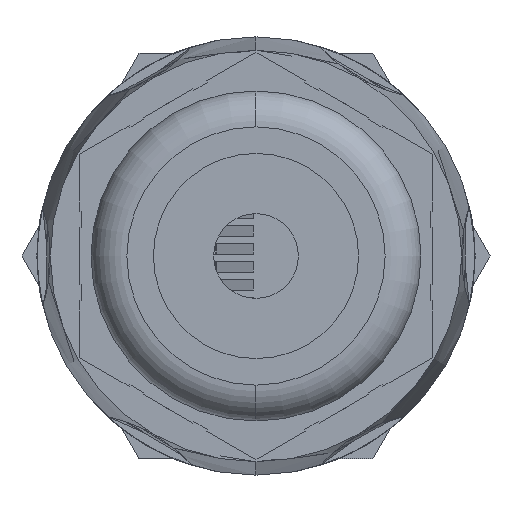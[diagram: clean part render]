
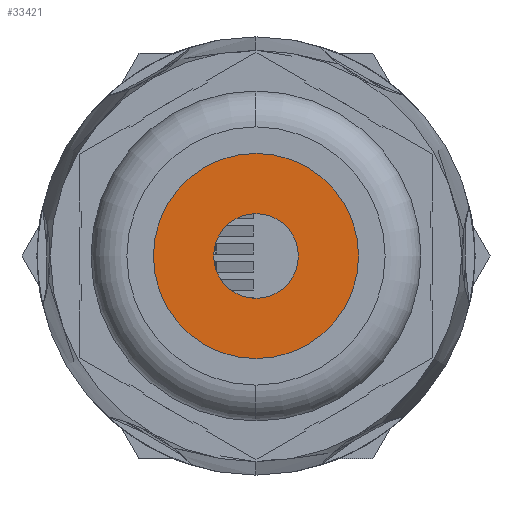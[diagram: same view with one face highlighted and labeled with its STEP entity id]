
A CAD part, left-side view. The second image highlights one B-rep face of the part: STEP entity #33421.
In plain terms, the highlighted planar face has unit normal (-1, 0, 0).
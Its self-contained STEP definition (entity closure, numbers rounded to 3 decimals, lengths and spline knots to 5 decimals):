
#23281 = CARTESIAN_POINT ( 'NONE',  ( -0.226, 0., 0.118 ) ) ;
#23285 = DIRECTION ( 'NONE',  ( 0., 0., -1. ) ) ;
#23286 = DIRECTION ( 'NONE',  ( 1., 0., 0. ) ) ;
#23287 = CARTESIAN_POINT ( 'NONE',  ( -0.226, 0., 0. ) ) ;
#23288 = AXIS2_PLACEMENT_3D ( 'NONE', #23287, #23286, #23285 ) ;
#23291 = CIRCLE ( 'NONE', #23288, 0.118 ) ;
#23301 = AXIS2_PLACEMENT_3D ( 'NONE', #23360, #23359, #23358 ) ;
#23307 = CIRCLE ( 'NONE', #23355, 0.118 ) ;
#23308 = CIRCLE ( 'NONE', #23301, 0.305 ) ;
#23342 = CARTESIAN_POINT ( 'NONE',  ( -0.226, 0., -0.305 ) ) ;
#23352 = DIRECTION ( 'NONE',  ( 0., 0., -1. ) ) ;
#23353 = DIRECTION ( 'NONE',  ( 1., 0., 0. ) ) ;
#23354 = CARTESIAN_POINT ( 'NONE',  ( -0.226, 0., 0. ) ) ;
#23355 = AXIS2_PLACEMENT_3D ( 'NONE', #23354, #23353, #23352 ) ;
#23358 = DIRECTION ( 'NONE',  ( 0., 0., -1. ) ) ;
#23359 = DIRECTION ( 'NONE',  ( 1., 0., 0. ) ) ;
#23360 = CARTESIAN_POINT ( 'NONE',  ( -0.226, 0., 0. ) ) ;
#23364 = DIRECTION ( 'NONE',  ( 0., 0., -1. ) ) ;
#23365 = DIRECTION ( 'NONE',  ( 1., 0., 0. ) ) ;
#23366 = CARTESIAN_POINT ( 'NONE',  ( -0.226, 0., 0. ) ) ;
#23373 = CIRCLE ( 'NONE', #23376, 0.305 ) ;
#23375 = CARTESIAN_POINT ( 'NONE',  ( -0.226, 0., 0.305 ) ) ;
#23376 = AXIS2_PLACEMENT_3D ( 'NONE', #23366, #23365, #23364 ) ;
#23421 = CARTESIAN_POINT ( 'NONE',  ( -0.226, 0., -0.118 ) ) ;
#23427 = PLANE ( 'NONE',  #23497 ) ;
#23429 = FACE_OUTER_BOUND ( 'NONE', #33217, .T. ) ;
#23446 = FACE_BOUND ( 'NONE', #33320, .T. ) ;
#23494 = DIRECTION ( 'NONE',  ( 0., 0., -1. ) ) ;
#23495 = DIRECTION ( 'NONE',  ( 1., 0., 0. ) ) ;
#23496 = CARTESIAN_POINT ( 'NONE',  ( -0.226, 0., 0. ) ) ;
#23497 = AXIS2_PLACEMENT_3D ( 'NONE', #23496, #23495, #23494 ) ;
#33217 = EDGE_LOOP ( 'NONE', ( #33424, #33422 ) ) ;
#33229 = EDGE_CURVE ( 'NONE', #33238, #33356, #23291, .T. ) ;
#33238 = VERTEX_POINT ( 'NONE', #23281 ) ;
#33286 = EDGE_CURVE ( 'NONE', #33338, #33334, #23308, .T. ) ;
#33289 = EDGE_CURVE ( 'NONE', #33356, #33238, #23307, .T. ) ;
#33317 = ORIENTED_EDGE ( 'NONE', *, *, #33229, .T. ) ;
#33320 = EDGE_LOOP ( 'NONE', ( #33317, #33426 ) ) ;
#33334 = VERTEX_POINT ( 'NONE', #23342 ) ;
#33338 = VERTEX_POINT ( 'NONE', #23375 ) ;
#33341 = EDGE_CURVE ( 'NONE', #33334, #33338, #23373, .T. ) ;
#33356 = VERTEX_POINT ( 'NONE', #23421 ) ;
#33421 = ADVANCED_FACE ( 'NONE', ( #23429, #23446 ), #23427, .F. ) ;
#33422 = ORIENTED_EDGE ( 'NONE', *, *, #33341, .F. ) ;
#33424 = ORIENTED_EDGE ( 'NONE', *, *, #33286, .F. ) ;
#33426 = ORIENTED_EDGE ( 'NONE', *, *, #33289, .T. ) ;
